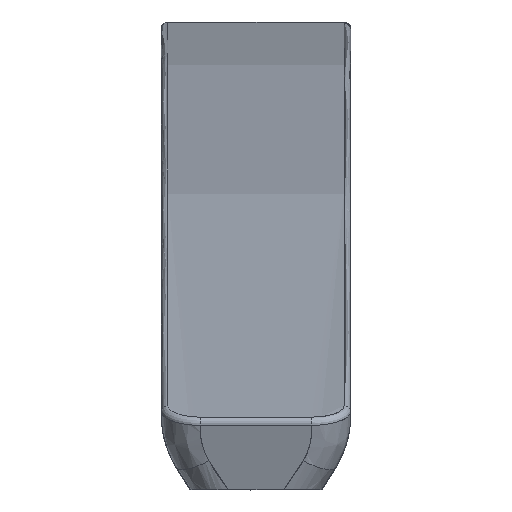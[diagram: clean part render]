
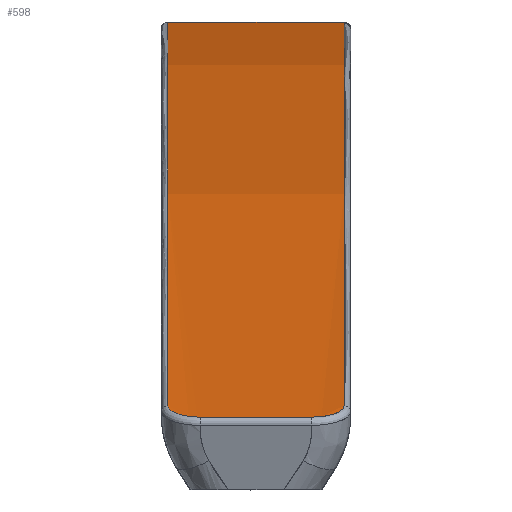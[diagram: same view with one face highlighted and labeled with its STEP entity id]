
A CAD part, left-side view. The second image highlights one B-rep face of the part: STEP entity #598.
In plain terms, the highlighted cylindrical face has radius 485.04 mm (diameter 970.08 mm), a partial arc.
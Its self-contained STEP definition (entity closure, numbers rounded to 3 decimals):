
#47=CYLINDRICAL_SURFACE('',#696,485.04);
#73=CIRCLE('',#697,485.04);
#74=CIRCLE('',#698,485.04);
#106=FACE_OUTER_BOUND('',#136,.T.);
#136=EDGE_LOOP('',(#469,#470,#471,#472,#473,#474,#475,#476));
#165=LINE('',#2013,#181);
#166=LINE('',#2056,#182);
#181=VECTOR('',#761,10.);
#182=VECTOR('',#764,10.);
#211=B_SPLINE_CURVE_WITH_KNOTS('',3,(#1971,#1972,#1973,#1974,#1975,#1976,
#1977,#1978,#1979,#1980,#1981,#1982,#1983,#1984,#1985,#1986,#1987,#1988,
#1989),.UNSPECIFIED.,.F.,.F.,(4,3,3,3,3,3,4),(0.062,0.837,
1.718,2.018,2.902,3.685,3.993),
 .UNSPECIFIED.);
#212=B_SPLINE_CURVE_WITH_KNOTS('',3,(#1993,#1994,#1995,#1996,#1997,#1998,
#1999,#2000,#2001,#2002,#2003,#2004,#2005,#2006,#2007,#2008,#2009,#2010,
#2011),.UNSPECIFIED.,.F.,.F.,(4,3,3,3,3,3,4),(-3.993,-3.214,
-2.348,-2.018,-1.121,-0.341,
-0.062),.UNSPECIFIED.);
#213=B_SPLINE_CURVE_WITH_KNOTS('',3,(#2015,#2016,#2017,#2018,#2019,#2020,
#2021,#2022,#2023,#2024,#2025,#2026,#2027,#2028,#2029,#2030,#2031,#2032,
#2033),.UNSPECIFIED.,.F.,.F.,(4,3,3,3,3,3,4),(-3.93,-3.154,
-2.274,-1.973,-1.089,-0.307,
0.002),.UNSPECIFIED.);
#214=B_SPLINE_CURVE_WITH_KNOTS('',3,(#2037,#2038,#2039,#2040,#2041,#2042,
#2043,#2044,#2045,#2046,#2047,#2048,#2049,#2050,#2051,#2052,#2053,#2054,
#2055),.UNSPECIFIED.,.F.,.F.,(4,3,3,3,3,3,4),(-0.002,0.778,
1.643,1.973,2.871,3.65,3.93),
 .UNSPECIFIED.);
#253=VERTEX_POINT('',#1969);
#254=VERTEX_POINT('',#1970);
#255=VERTEX_POINT('',#1990);
#256=VERTEX_POINT('',#1992);
#257=VERTEX_POINT('',#2012);
#258=VERTEX_POINT('',#2014);
#259=VERTEX_POINT('',#2034);
#260=VERTEX_POINT('',#2036);
#357=EDGE_CURVE('',#253,#254,#211,.T.);
#358=EDGE_CURVE('',#254,#255,#73,.T.);
#359=EDGE_CURVE('',#255,#256,#212,.T.);
#360=EDGE_CURVE('',#256,#257,#165,.T.);
#361=EDGE_CURVE('',#257,#258,#213,.T.);
#362=EDGE_CURVE('',#258,#259,#74,.T.);
#363=EDGE_CURVE('',#259,#260,#214,.T.);
#364=EDGE_CURVE('',#260,#253,#166,.T.);
#469=ORIENTED_EDGE('',*,*,#357,.T.);
#470=ORIENTED_EDGE('',*,*,#358,.T.);
#471=ORIENTED_EDGE('',*,*,#359,.T.);
#472=ORIENTED_EDGE('',*,*,#360,.T.);
#473=ORIENTED_EDGE('',*,*,#361,.T.);
#474=ORIENTED_EDGE('',*,*,#362,.T.);
#475=ORIENTED_EDGE('',*,*,#363,.T.);
#476=ORIENTED_EDGE('',*,*,#364,.T.);
#598=ADVANCED_FACE('',(#106),#47,.T.);
#696=AXIS2_PLACEMENT_3D('',#1968,#757,#758);
#697=AXIS2_PLACEMENT_3D('',#1991,#759,#760);
#698=AXIS2_PLACEMENT_3D('',#2035,#762,#763);
#757=DIRECTION('center_axis',(0.,1.,0.));
#758=DIRECTION('ref_axis',(-0.426,0.,0.904));
#759=DIRECTION('center_axis',(0.,1.,0.));
#760=DIRECTION('ref_axis',(0.344,0.,0.939));
#761=DIRECTION('',(0.,1.,0.));
#762=DIRECTION('center_axis',(0.,-1.,0.));
#763=DIRECTION('ref_axis',(-0.344,0.,0.939));
#764=DIRECTION('',(0.,-1.,0.));
#1968=CARTESIAN_POINT('Origin',(0.,0.,-449.04));
#1969=CARTESIAN_POINT('',(-168.991,-4.27,5.609));
#1970=CARTESIAN_POINT('',(-166.642,-6.775,6.475));
#1971=CARTESIAN_POINT('Ctrl Pts',(-168.991,-4.27,5.609));
#1972=CARTESIAN_POINT('Ctrl Pts',(-168.991,-4.535,5.609));
#1973=CARTESIAN_POINT('Ctrl Pts',(-168.952,-4.794,5.624));
#1974=CARTESIAN_POINT('Ctrl Pts',(-168.878,-5.04,5.651));
#1975=CARTESIAN_POINT('Ctrl Pts',(-168.793,-5.32,5.683));
#1976=CARTESIAN_POINT('Ctrl Pts',(-168.663,-5.582,5.731));
#1977=CARTESIAN_POINT('Ctrl Pts',(-168.493,-5.814,5.794));
#1978=CARTESIAN_POINT('Ctrl Pts',(-168.435,-5.894,5.816));
#1979=CARTESIAN_POINT('Ctrl Pts',(-168.372,-5.969,5.839));
#1980=CARTESIAN_POINT('Ctrl Pts',(-168.305,-6.041,5.864));
#1981=CARTESIAN_POINT('Ctrl Pts',(-168.107,-6.252,5.937));
#1982=CARTESIAN_POINT('Ctrl Pts',(-167.877,-6.422,6.022));
#1983=CARTESIAN_POINT('Ctrl Pts',(-167.629,-6.544,6.113));
#1984=CARTESIAN_POINT('Ctrl Pts',(-167.409,-6.653,6.194));
#1985=CARTESIAN_POINT('Ctrl Pts',(-167.173,-6.724,6.281));
#1986=CARTESIAN_POINT('Ctrl Pts',(-166.931,-6.756,6.369));
#1987=CARTESIAN_POINT('Ctrl Pts',(-166.836,-6.769,6.404));
#1988=CARTESIAN_POINT('Ctrl Pts',(-166.739,-6.775,6.44));
#1989=CARTESIAN_POINT('Ctrl Pts',(-166.642,-6.775,6.475));
#1990=CARTESIAN_POINT('',(166.642,-6.775,6.475));
#1991=CARTESIAN_POINT('Origin',(0.,-6.775,
-449.04));
#1992=CARTESIAN_POINT('',(168.991,-4.27,5.609));
#1993=CARTESIAN_POINT('Ctrl Pts',(166.642,-6.775,6.475));
#1994=CARTESIAN_POINT('Ctrl Pts',(166.887,-6.775,6.386));
#1995=CARTESIAN_POINT('Ctrl Pts',(167.129,-6.735,6.297));
#1996=CARTESIAN_POINT('Ctrl Pts',(167.359,-6.656,6.212));
#1997=CARTESIAN_POINT('Ctrl Pts',(167.614,-6.569,6.119));
#1998=CARTESIAN_POINT('Ctrl Pts',(167.855,-6.435,6.03));
#1999=CARTESIAN_POINT('Ctrl Pts',(168.071,-6.26,5.95));
#2000=CARTESIAN_POINT('Ctrl Pts',(168.153,-6.193,5.92));
#2001=CARTESIAN_POINT('Ctrl Pts',(168.231,-6.12,5.891));
#2002=CARTESIAN_POINT('Ctrl Pts',(168.305,-6.041,5.864));
#2003=CARTESIAN_POINT('Ctrl Pts',(168.505,-5.827,5.789));
#2004=CARTESIAN_POINT('Ctrl Pts',(168.666,-5.577,5.73));
#2005=CARTESIAN_POINT('Ctrl Pts',(168.782,-5.305,5.687));
#2006=CARTESIAN_POINT('Ctrl Pts',(168.882,-5.068,5.65));
#2007=CARTESIAN_POINT('Ctrl Pts',(168.948,-4.815,5.625));
#2008=CARTESIAN_POINT('Ctrl Pts',(168.976,-4.554,5.615));
#2009=CARTESIAN_POINT('Ctrl Pts',(168.986,-4.46,5.611));
#2010=CARTESIAN_POINT('Ctrl Pts',(168.991,-4.366,5.609));
#2011=CARTESIAN_POINT('Ctrl Pts',(168.991,-4.27,5.609));
#2012=CARTESIAN_POINT('',(168.991,4.27,5.609));
#2013=CARTESIAN_POINT('',(168.991,-4.27,5.609));
#2014=CARTESIAN_POINT('',(166.642,6.775,6.475));
#2015=CARTESIAN_POINT('Ctrl Pts',(168.991,4.27,5.609));
#2016=CARTESIAN_POINT('Ctrl Pts',(168.991,4.535,5.609));
#2017=CARTESIAN_POINT('Ctrl Pts',(168.952,4.794,5.624));
#2018=CARTESIAN_POINT('Ctrl Pts',(168.878,5.04,5.651));
#2019=CARTESIAN_POINT('Ctrl Pts',(168.793,5.32,5.683));
#2020=CARTESIAN_POINT('Ctrl Pts',(168.663,5.582,5.731));
#2021=CARTESIAN_POINT('Ctrl Pts',(168.493,5.814,5.794));
#2022=CARTESIAN_POINT('Ctrl Pts',(168.435,5.894,5.816));
#2023=CARTESIAN_POINT('Ctrl Pts',(168.372,5.969,5.839));
#2024=CARTESIAN_POINT('Ctrl Pts',(168.305,6.041,5.864));
#2025=CARTESIAN_POINT('Ctrl Pts',(168.107,6.252,5.937));
#2026=CARTESIAN_POINT('Ctrl Pts',(167.877,6.422,6.022));
#2027=CARTESIAN_POINT('Ctrl Pts',(167.629,6.544,6.113));
#2028=CARTESIAN_POINT('Ctrl Pts',(167.409,6.653,6.194));
#2029=CARTESIAN_POINT('Ctrl Pts',(167.173,6.724,6.281));
#2030=CARTESIAN_POINT('Ctrl Pts',(166.931,6.756,6.369));
#2031=CARTESIAN_POINT('Ctrl Pts',(166.836,6.769,6.404));
#2032=CARTESIAN_POINT('Ctrl Pts',(166.739,6.775,6.44));
#2033=CARTESIAN_POINT('Ctrl Pts',(166.642,6.775,6.475));
#2034=CARTESIAN_POINT('',(-166.642,6.775,6.475));
#2035=CARTESIAN_POINT('Origin',(0.,6.775,-449.04));
#2036=CARTESIAN_POINT('',(-168.991,4.27,5.609));
#2037=CARTESIAN_POINT('Ctrl Pts',(-166.642,6.775,6.475));
#2038=CARTESIAN_POINT('Ctrl Pts',(-166.887,6.775,6.386));
#2039=CARTESIAN_POINT('Ctrl Pts',(-167.129,6.735,6.297));
#2040=CARTESIAN_POINT('Ctrl Pts',(-167.359,6.656,6.212));
#2041=CARTESIAN_POINT('Ctrl Pts',(-167.614,6.569,6.119));
#2042=CARTESIAN_POINT('Ctrl Pts',(-167.855,6.435,6.03));
#2043=CARTESIAN_POINT('Ctrl Pts',(-168.071,6.26,5.95));
#2044=CARTESIAN_POINT('Ctrl Pts',(-168.153,6.193,5.92));
#2045=CARTESIAN_POINT('Ctrl Pts',(-168.231,6.12,5.891));
#2046=CARTESIAN_POINT('Ctrl Pts',(-168.305,6.041,5.864));
#2047=CARTESIAN_POINT('Ctrl Pts',(-168.505,5.827,5.789));
#2048=CARTESIAN_POINT('Ctrl Pts',(-168.666,5.577,5.73));
#2049=CARTESIAN_POINT('Ctrl Pts',(-168.782,5.305,5.687));
#2050=CARTESIAN_POINT('Ctrl Pts',(-168.882,5.068,5.65));
#2051=CARTESIAN_POINT('Ctrl Pts',(-168.948,4.815,5.625));
#2052=CARTESIAN_POINT('Ctrl Pts',(-168.976,4.554,5.615));
#2053=CARTESIAN_POINT('Ctrl Pts',(-168.986,4.46,5.611));
#2054=CARTESIAN_POINT('Ctrl Pts',(-168.991,4.366,5.609));
#2055=CARTESIAN_POINT('Ctrl Pts',(-168.991,4.27,5.609));
#2056=CARTESIAN_POINT('',(-168.991,4.27,5.609));
